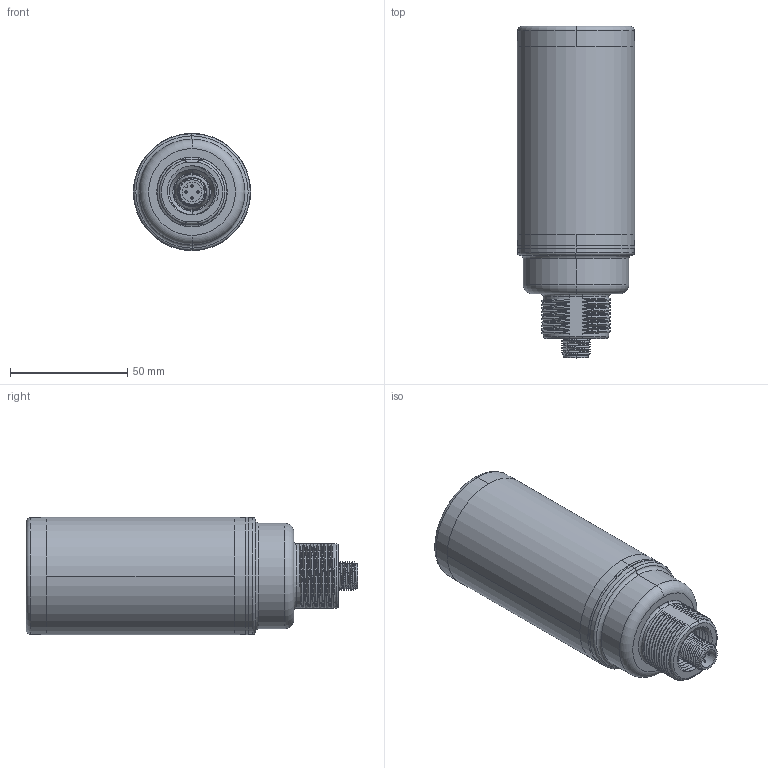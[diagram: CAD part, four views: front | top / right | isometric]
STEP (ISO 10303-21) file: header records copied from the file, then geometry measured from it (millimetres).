
FILE_DESCRIPTION((''),'2;1');
FILE_NAME('146178_SM01_ASM','2024-04-30T10:08:27',('banengservice'),('BANNER ENGINEERING'),'CREO PARAMETRIC BY PTC INC, 2022414','CREO PARAMETRIC BY PTC INC, 2022414','');
FILE_SCHEMA(('CONFIG_CONTROL_DESIGN'));
Length unit declared in the file: millimetre
Products named in the file (2): 146178_EP01; 146178_SM01_ASM
Assembly tree (1 placements, depth 2):
  146178_SM01_ASM
    146178_EP01
Bounding box: 50 x 141.5 x 50 mm (x, y, z)
Volume: 227419.3 mm3; surface area: 26713.7 mm2
Topology: 1 solids, 1 shells, 234 faces, 608 edges, 388 vertices
Faces by surface type: cylinder 90, bspline 88, plane 27, torus 16, cone 13
Entity records: 17248 total; most frequent: CARTESIAN_POINT 12135, ORIENTED_EDGE 1216, DIRECTION 787, EDGE_CURVE 608, VERTEX_POINT 388, AXIS2_PLACEMENT_3D 292, B_SPLINE_CURVE_WITH_KNOTS 262, EDGE_LOOP 246
